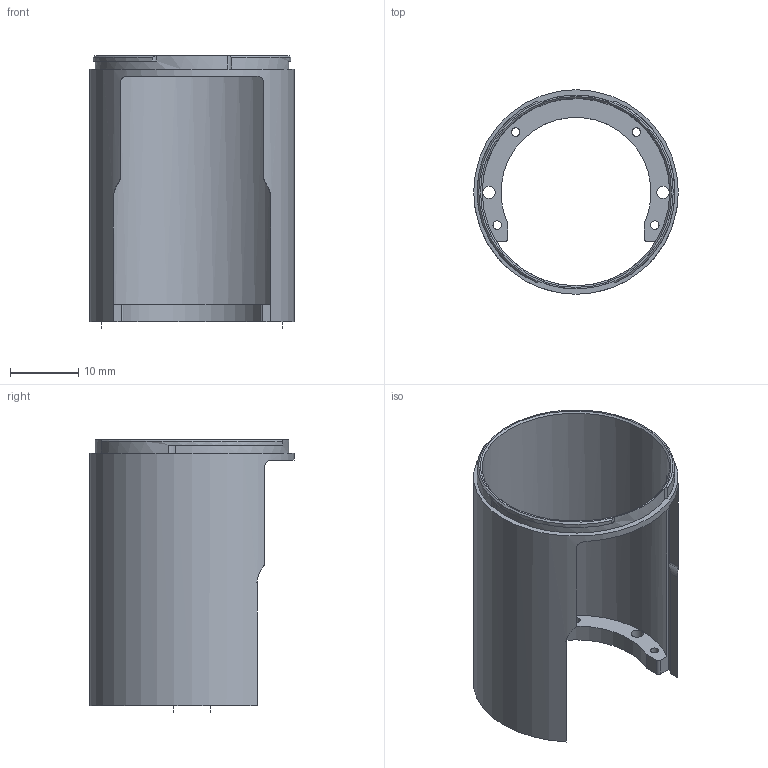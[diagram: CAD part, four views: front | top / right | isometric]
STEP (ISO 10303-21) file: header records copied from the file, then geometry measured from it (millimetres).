
FILE_DESCRIPTION(('HOOPS Exchange Step'),'2;1');
FILE_NAME('temp_export','2023-05-03T13:59:00+02:00',('mobile'),('Shapr3D Limited'),'HOOPS Exchange 2022.2','Shapr3D','Authorized');
FILE_SCHEMA( ('AUTOMOTIVE_DESIGN { 1 0 10303 214 1 1 1 1 }') );
Length unit declared in the file: millimetre
Products named in the file (2): barril testfeb.stp; root
Assembly tree (1 placements, depth 2):
  root
    barril testfeb.stp
Bounding box: 30 x 30 x 40 mm (x, y, z)
Volume: 3431.2 mm3; surface area: 5952.6 mm2
Topology: 1 solids, 1 shells, 66 faces, 189 edges, 127 vertices
Faces by surface type: cylinder 38, plane 21, cone 5, bspline 2
Full cylindrical faces by diameter (mm): 1.25 x4, 1.8 x2, 3.4 x2, 27.5 x1, 30 x1
Entity records: 2518 total; most frequent: CARTESIAN_POINT 689, ORIENTED_EDGE 378, DIRECTION 372, EDGE_CURVE 189, AXIS2_PLACEMENT_3D 146, VERTEX_POINT 127, EDGE_LOOP 82, FACE_BOUND 82
